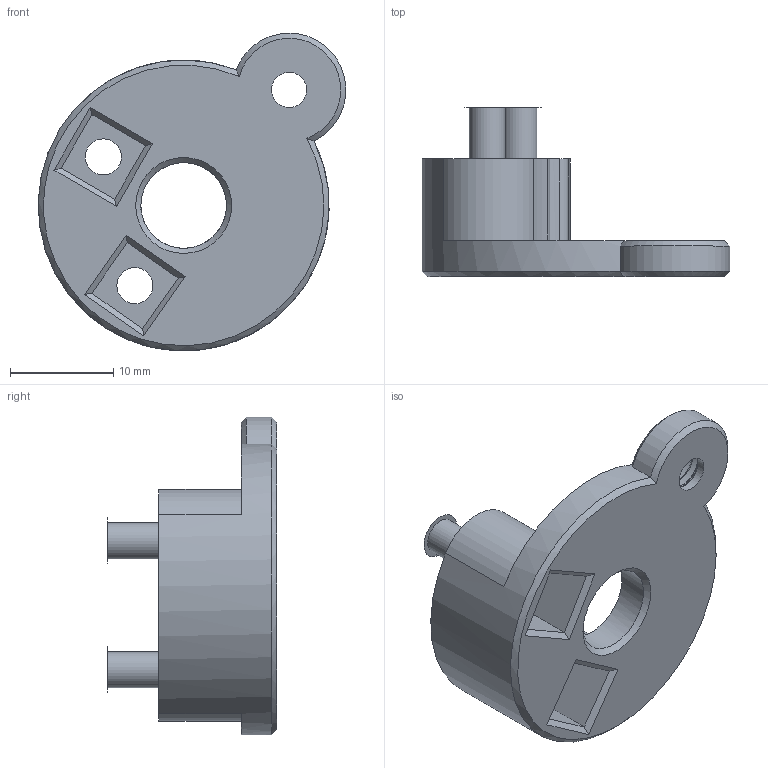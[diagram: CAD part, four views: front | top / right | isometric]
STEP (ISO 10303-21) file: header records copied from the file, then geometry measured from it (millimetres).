
FILE_DESCRIPTION(/* description */ (''),/* implementation_level */ '2;1');
FILE_NAME(/* name */ 'Cam PC2.step',/* time_stamp */ '2022-11-01T13:03:22-05:00',/* author */ (''),/* organization */ (''),/* preprocessor_version */ 'ST-DEVELOPER v19',/* originating_system */ 'Autodesk Translation Framework v11.7.0.108',/* authorisation */ '');
FILE_SCHEMA (('AUTOMOTIVE_DESIGN { 1 0 10303 214 3 1 1 }'));
Length unit declared in the file: millimetre
Products named in the file (1): Cam PC2
Bounding box: 29.8 x 16.41 x 30.79 mm (x, y, z)
Volume: 3385.5 mm3; surface area: 2822 mm2
Topology: 1 solids, 1 shells, 51 faces, 128 edges, 82 vertices
Faces by surface type: plane 24, cylinder 18, cone 7, bspline 2
Full cylindrical faces by diameter (mm): 3.4 x1, 3.5 x2, 3.961 x2, 5 x1, 8.3 x1
Entity records: 3695 total; most frequent: CARTESIAN_POINT 2441, ORIENTED_EDGE 256, DIRECTION 245, EDGE_CURVE 128, AXIS2_PLACEMENT_3D 90, VERTEX_POINT 82, LINE 65, VECTOR 65
